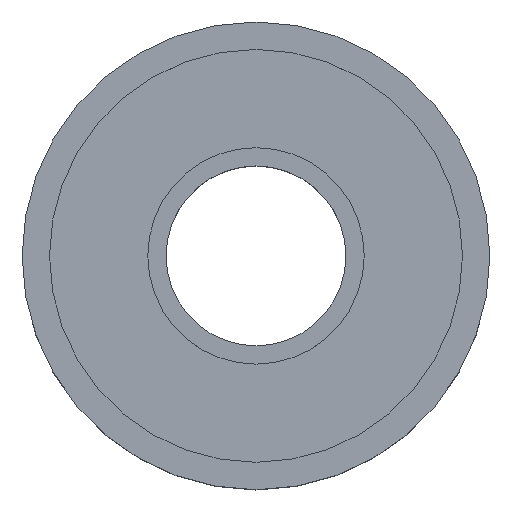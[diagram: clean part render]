
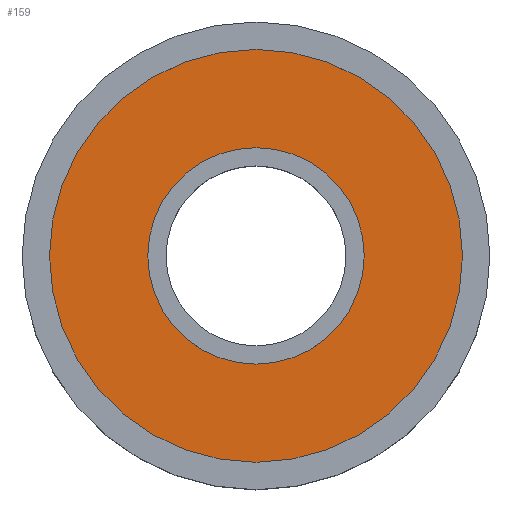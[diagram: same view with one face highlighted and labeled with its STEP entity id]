
A CAD part, top view. The second image highlights one B-rep face of the part: STEP entity #159.
In plain terms, the highlighted planar face has unit normal (0, 0, 1).
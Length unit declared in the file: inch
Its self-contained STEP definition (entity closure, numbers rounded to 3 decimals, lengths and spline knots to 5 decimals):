
#17=FACE_BOUND('',#48,.T.);
#23=PLANE('',#194);
#33=FACE_OUTER_BOUND('',#47,.T.);
#47=EDGE_LOOP('',(#131));
#48=EDGE_LOOP('',(#132));
#75=CIRCLE('',#190,0.11843);
#77=CIRCLE('',#193,0.22591);
#87=VERTEX_POINT('',#279);
#89=VERTEX_POINT('',#285);
#102=EDGE_CURVE('',#87,#87,#75,.T.);
#105=EDGE_CURVE('',#89,#89,#77,.T.);
#131=ORIENTED_EDGE('',*,*,#105,.F.);
#132=ORIENTED_EDGE('',*,*,#102,.F.);
#159=ADVANCED_FACE('',(#33,#17),#23,.T.);
#190=AXIS2_PLACEMENT_3D('',#281,#230,#231);
#193=AXIS2_PLACEMENT_3D('',#287,#237,#238);
#194=AXIS2_PLACEMENT_3D('',#288,#239,#240);
#230=DIRECTION('center_axis',(0.,0.,1.));
#231=DIRECTION('ref_axis',(1.,0.,0.));
#237=DIRECTION('center_axis',(0.,0.,-1.));
#238=DIRECTION('ref_axis',(1.,0.,0.));
#239=DIRECTION('center_axis',(0.,0.,1.));
#240=DIRECTION('ref_axis',(1.,0.,0.));
#279=CARTESIAN_POINT('',(-5.16243,0.,0.65142));
#281=CARTESIAN_POINT('Origin',(-5.044,0.,0.65142));
#285=CARTESIAN_POINT('',(-5.26991,0.,0.65142));
#287=CARTESIAN_POINT('Origin',(-5.044,0.,0.65142));
#288=CARTESIAN_POINT('Origin',(-5.044,0.,0.65142));
